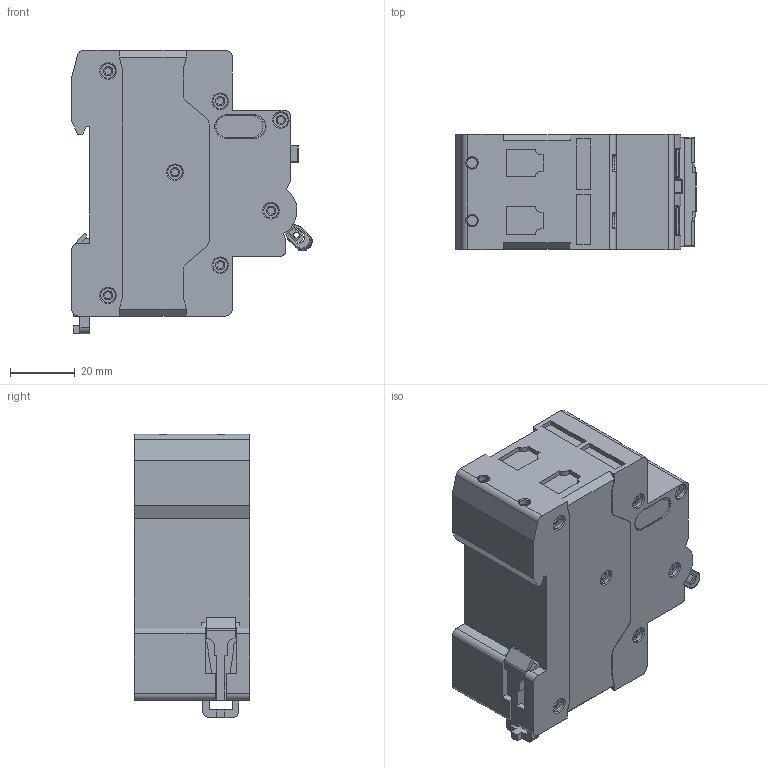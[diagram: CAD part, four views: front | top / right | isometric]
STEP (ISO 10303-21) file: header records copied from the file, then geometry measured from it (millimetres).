
FILE_DESCRIPTION (( 'STEP AP214' ), '1' );
FILE_NAME ('擢黨32.STEP', '2024-10-28T07:13:51', ( '' ), ( '' ), 'SwSTEP 2.0', 'SolidWorks 2022', '' );
FILE_SCHEMA (( 'AUTOMOTIVE_DESIGN' ));
Length unit declared in the file: millimetre
Products named in the file (1): АВДТ32
Bounding box: 74.18 x 35.6 x 87.42 mm (x, y, z)
Volume: 162903.7 mm3; surface area: 25006.1 mm2
Topology: 2 solids, 3 shells, 986 faces, 2585 edges, 1676 vertices
Faces by surface type: plane 609, cylinder 215, cone 72, torus 48, bspline 38, sphere 4
Entity records: 32550 total; most frequent: CARTESIAN_POINT 8042, ORIENTED_EDGE 5162, DIRECTION 5005, EDGE_CURVE 2581, LINE 1735, VECTOR 1735, VERTEX_POINT 1676, AXIS2_PLACEMENT_3D 1635
